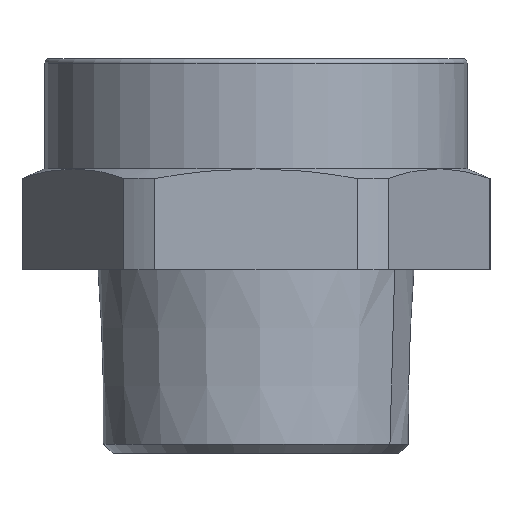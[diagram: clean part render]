
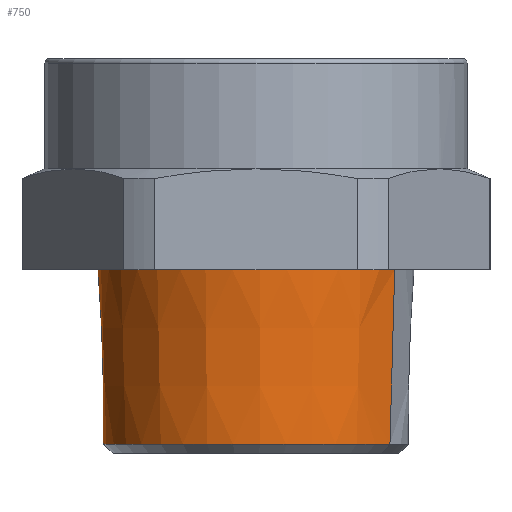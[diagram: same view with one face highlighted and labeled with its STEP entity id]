
A CAD part, left-side view. The second image highlights one B-rep face of the part: STEP entity #750.
In plain terms, the highlighted conical face has half-angle 1.78 degrees and reference radius 16.6 mm.
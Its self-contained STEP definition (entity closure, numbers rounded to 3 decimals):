
#705=AXIS2_PLACEMENT_3D('Circle Axis2P3D',#703,#704,$) ;
#723=AXIS2_PLACEMENT_3D('Cone Axis2P3D',#720,#721,#722) ;
#741=AXIS2_PLACEMENT_3D('Circle Axis2P3D',#739,#740,$) ;
#698=CARTESIAN_POINT('Vertex',(31.256,40.613,20.)) ;
#700=CARTESIAN_POINT('Vertex',(14.744,10.387,20.)) ;
#703=CARTESIAN_POINT('Axis2P3D Location',(23.,25.5,20.)) ;
#720=CARTESIAN_POINT('Axis2P3D Location',(23.,25.5,0.)) ;
#725=CARTESIAN_POINT('Line Origine',(14.893,10.659,10.)) ;
#729=CARTESIAN_POINT('Vertex',(15.027,10.905,1.)) ;
#732=CARTESIAN_POINT('Line Origine',(31.107,40.341,10.)) ;
#736=CARTESIAN_POINT('Vertex',(30.973,40.095,1.)) ;
#739=CARTESIAN_POINT('Axis2P3D Location',(23.,25.5,1.)) ;
#704=DIRECTION('Axis2P3D Direction',(0.,0.,-1.)) ;
#721=DIRECTION('Axis2P3D Direction',(0.,0.,1.)) ;
#722=DIRECTION('Axis2P3D XDirection',(0.479,0.878,0.)) ;
#726=DIRECTION('Vector Direction',(-0.015,-0.027,1.)) ;
#733=DIRECTION('Vector Direction',(0.015,0.027,1.)) ;
#740=DIRECTION('Axis2P3D Direction',(0.,0.,1.)) ;
#727=VECTOR('Line Direction',#726,1.) ;
#734=VECTOR('Line Direction',#733,1.) ;
#745=ORIENTED_EDGE('',*,*,#731,.F.) ;
#746=ORIENTED_EDGE('',*,*,#707,.T.) ;
#747=ORIENTED_EDGE('',*,*,#738,.T.) ;
#748=ORIENTED_EDGE('',*,*,#743,.F.) ;
#750=ADVANCED_FACE('PartBody',(#749),#724,.T.) ;
#706=CIRCLE('generated circle',#705,17.222) ;
#742=CIRCLE('generated circle',#741,16.631) ;
#724=CONICAL_SURFACE('Cone',#723,16.6,0.031) ;
#707=EDGE_CURVE('',#701,#699,#706,.T.) ;
#731=EDGE_CURVE('',#701,#730,#728,.F.) ;
#738=EDGE_CURVE('',#699,#737,#735,.F.) ;
#743=EDGE_CURVE('',#730,#737,#742,.F.) ;
#744=EDGE_LOOP('',(#745,#746,#747,#748)) ;
#749=FACE_OUTER_BOUND('',#744,.T.) ;
#728=LINE('Line',#725,#727) ;
#735=LINE('Line',#732,#734) ;
#699=VERTEX_POINT('',#698) ;
#701=VERTEX_POINT('',#700) ;
#730=VERTEX_POINT('',#729) ;
#737=VERTEX_POINT('',#736) ;
